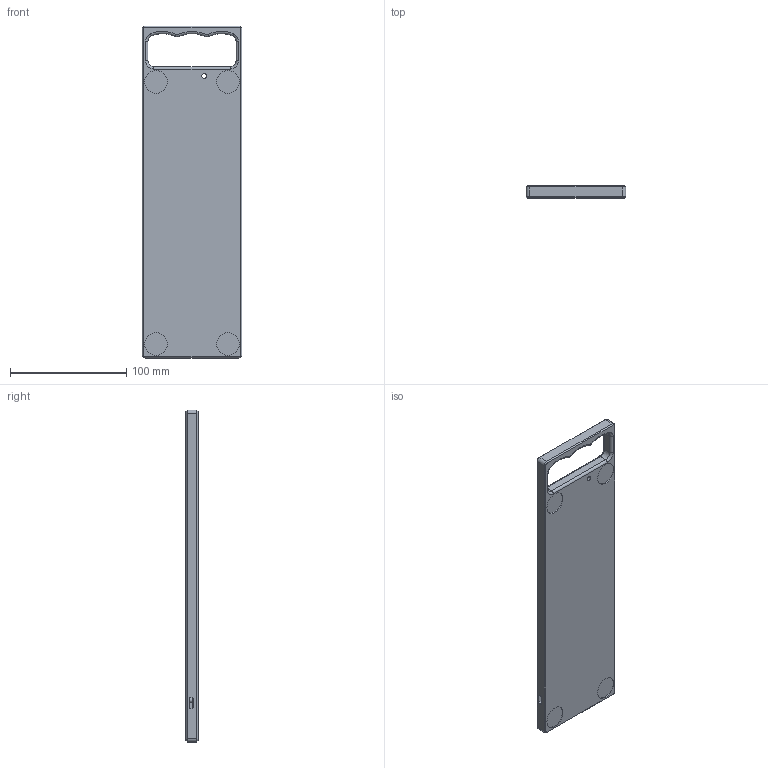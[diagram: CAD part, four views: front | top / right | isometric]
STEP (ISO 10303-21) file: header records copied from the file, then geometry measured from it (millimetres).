
FILE_DESCRIPTION(/* description */ (''),/* implementation_level */ '2;1');
FILE_NAME(/* name */ 'airport_rackmount.step',/* time_stamp */ '2020-11-24T22:01:02-07:00',/* author */ (''),/* organization */ (''),/* preprocessor_version */ 'ST-DEVELOPER v18.1',/* originating_system */ 'Autodesk Translation Framework v9.3.0.1241',/* authorisation */ '');
FILE_SCHEMA (('AUTOMOTIVE_DESIGN { 1 0 10303 214 3 1 1 }'));
Length unit declared in the file: millimetre
Products named in the file (1): dn_airport_rackmount
Bounding box: 85.75 x 10.5 x 285.5 mm (x, y, z)
Volume: 116434.6 mm3; surface area: 59745.1 mm2
Topology: 1 solids, 1 shells, 178 faces, 460 edges, 291 vertices
Faces by surface type: cylinder 79, plane 66, torus 18, cone 15
Full cylindrical faces by diameter (mm): 1.567 x2, 1.623 x4, 4 x4, 19.55 x4
Entity records: 5511 total; most frequent: DIRECTION 1007, CARTESIAN_POINT 979, ORIENTED_EDGE 906, EDGE_CURVE 453, AXIS2_PLACEMENT_3D 381, VERTEX_POINT 291, LINE 245, VECTOR 245
